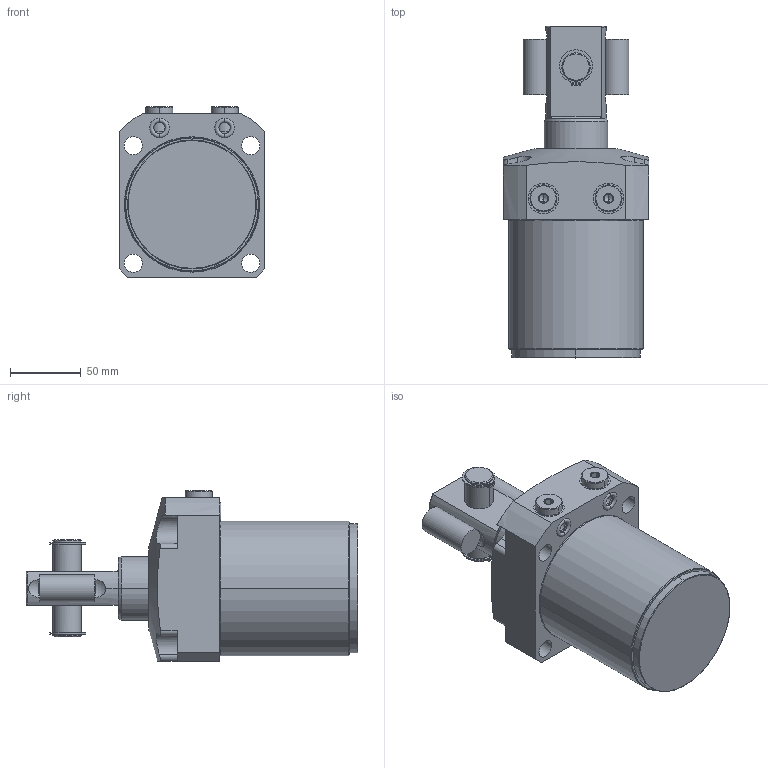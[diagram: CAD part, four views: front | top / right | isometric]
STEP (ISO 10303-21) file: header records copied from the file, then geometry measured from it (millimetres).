
FILE_DESCRIPTION((''),'2;1');
FILE_NAME('ILCML1408010S0','2015-03-25T',('maj'),(''),'PRO/ENGINEER BY PARAMETRIC TECHNOLOGY CORPORATION, 2013320','PRO/ENGINEER BY PARAMETRIC TECHNOLOGY CORPORATION, 2013320','');
FILE_SCHEMA(('AUTOMOTIVE_DESIGN { 1 0 10303 214 1 1 1 1 }'));
Length unit declared in the file: millimetre
Products named in the file (1): ILCML1408010S0
Bounding box: 103 x 234.25 x 120.55 mm (x, y, z)
Volume: 1321202.3 mm3; surface area: 98235.2 mm2
Topology: 3 solids, 7 shells, 239 faces, 576 edges, 362 vertices
Faces by surface type: cylinder 106, plane 85, cone 30, torus 14, sphere 4
Entity records: 9197 total; most frequent: CARTESIAN_POINT 1689, DIRECTION 1252, ORIENTED_EDGE 1128, PRESENTATION_STYLE_ASSIGNMENT 579, STYLED_ITEM 579, CURVE_STYLE 572, EDGE_CURVE 572, AXIS2_PLACEMENT_3D 506
